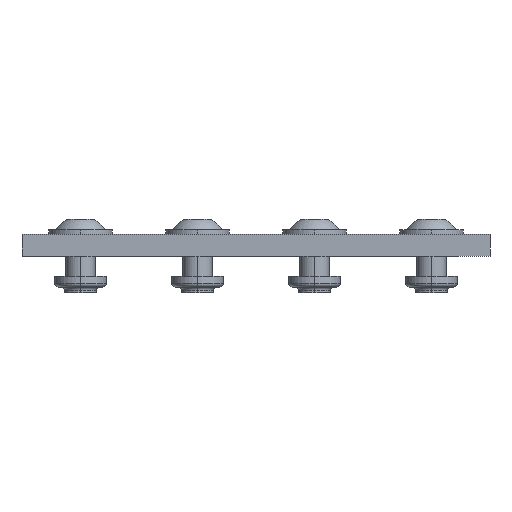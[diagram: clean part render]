
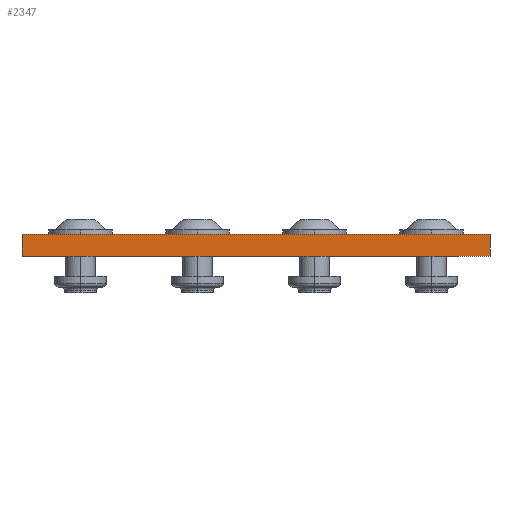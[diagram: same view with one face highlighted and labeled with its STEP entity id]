
A CAD part, front view. The second image highlights one B-rep face of the part: STEP entity #2347.
In plain terms, the highlighted planar face has unit normal (0, -1, 0).
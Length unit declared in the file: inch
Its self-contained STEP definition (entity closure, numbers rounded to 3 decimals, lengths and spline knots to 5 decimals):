
#35 = ORIENTED_EDGE ( 'NONE', *, *, #2148, .F. ) ;
#333 = CARTESIAN_POINT ( 'NONE',  ( 0., 0., 0. ) ) ;
#390 = LINE ( 'NONE', #391, #392 ) ;
#391 = CARTESIAN_POINT ( 'NONE',  ( 0., 0., 0.188 ) ) ;
#392 = VECTOR ( 'NONE', #393, 39.37008 ) ;
#393 = DIRECTION ( 'NONE',  ( 0., 0., -1. ) ) ;
#532 = CARTESIAN_POINT ( 'NONE',  ( 4., 0., 0.188 ) ) ;
#557 = LINE ( 'NONE', #561, #562 ) ;
#561 = CARTESIAN_POINT ( 'NONE',  ( 4., 0., 0.188 ) ) ;
#562 = VECTOR ( 'NONE', #563, 39.37008 ) ;
#563 = DIRECTION ( 'NONE',  ( 0., 0., -1. ) ) ;
#701 = LINE ( 'NONE', #702, #703 ) ;
#702 = CARTESIAN_POINT ( 'NONE',  ( 0., 0., 0.188 ) ) ;
#703 = VECTOR ( 'NONE', #704, 39.37008 ) ;
#704 = DIRECTION ( 'NONE',  ( 1., 0., 0. ) ) ;
#851 = FACE_OUTER_BOUND ( 'NONE', #2340, .T. ) ;
#852 = PLANE ( 'NONE',  #853 ) ;
#853 = AXIS2_PLACEMENT_3D ( 'NONE', #854, #855, #856 ) ;
#854 = CARTESIAN_POINT ( 'NONE',  ( 0., 0., 0.188 ) ) ;
#855 = DIRECTION ( 'NONE',  ( 0., 1., 0. ) ) ;
#856 = DIRECTION ( 'NONE',  ( -1., 0., 0. ) ) ;
#1587 = VERTEX_POINT ( 'NONE', #2886 ) ;
#2101 = ORIENTED_EDGE ( 'NONE', *, *, #2483, .T. ) ;
#2123 = VERTEX_POINT ( 'NONE', #532 ) ;
#2127 = EDGE_CURVE ( 'NONE', #2123, #2567, #557, .T. ) ;
#2135 = ORIENTED_EDGE ( 'NONE', *, *, #2127, .F. ) ;
#2148 = EDGE_CURVE ( 'NONE', #1587, #2123, #701, .T. ) ;
#2282 = VERTEX_POINT ( 'NONE', #333 ) ;
#2298 = ORIENTED_EDGE ( 'NONE', *, *, #2572, .T. ) ;
#2340 = EDGE_LOOP ( 'NONE', ( #2298, #2135, #35, #2101 ) ) ;
#2347 = ADVANCED_FACE ( 'NONE', ( #851 ), #852, .F. ) ;
#2483 = EDGE_CURVE ( 'NONE', #1587, #2282, #390, .T. ) ;
#2567 = VERTEX_POINT ( 'NONE', #2913 ) ;
#2572 = EDGE_CURVE ( 'NONE', #2282, #2567, #2963, .T. ) ;
#2886 = CARTESIAN_POINT ( 'NONE',  ( 0., 0., 0.188 ) ) ;
#2913 = CARTESIAN_POINT ( 'NONE',  ( 4., 0., 0. ) ) ;
#2963 = LINE ( 'NONE', #2964, #2965 ) ;
#2964 = CARTESIAN_POINT ( 'NONE',  ( 0., 0., 0. ) ) ;
#2965 = VECTOR ( 'NONE', #2966, 39.37008 ) ;
#2966 = DIRECTION ( 'NONE',  ( 1., 0., 0. ) ) ;
